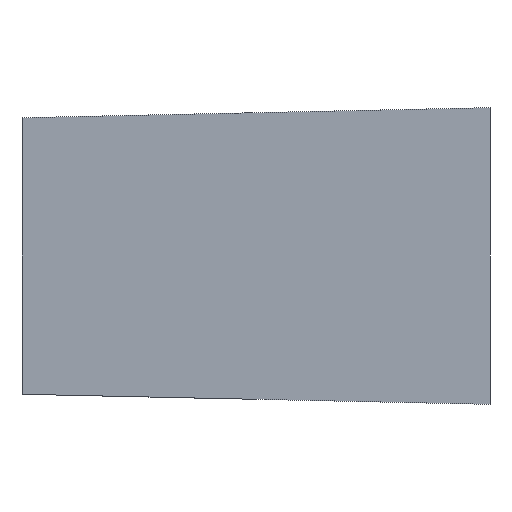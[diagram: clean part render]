
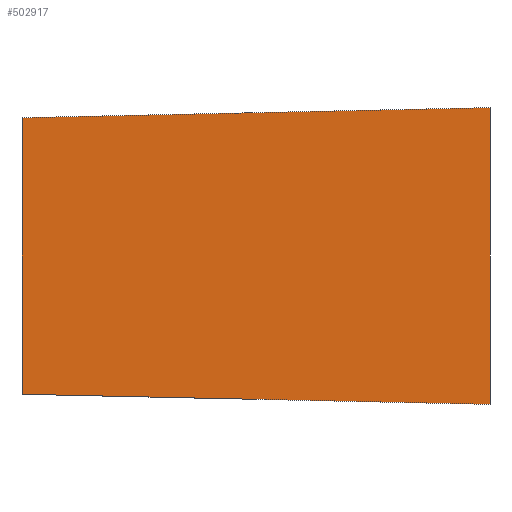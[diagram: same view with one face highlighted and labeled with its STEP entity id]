
A CAD part, top view. The second image highlights one B-rep face of the part: STEP entity #502917.
In plain terms, the highlighted planar face has unit normal (0, 0, 1).
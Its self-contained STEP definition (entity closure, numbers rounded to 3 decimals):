
#13433 = EDGE_CURVE ( 'NONE', #131954, #238067, #227618, .T. ) ;
#16506 = EDGE_CURVE ( 'NONE', #238067, #320534, #380344, .T. ) ;
#30268 = DIRECTION ( 'NONE',  ( 0., -1., 0. ) ) ;
#35752 = LINE ( 'NONE', #116407, #305603 ) ;
#41488 = DIRECTION ( 'NONE',  ( 1., 0., 0. ) ) ;
#76539 = DIRECTION ( 'NONE',  ( 0., 0., 1. ) ) ;
#78078 = AXIS2_PLACEMENT_3D ( 'NONE', #240507, #76539, #41488 ) ;
#81034 = EDGE_LOOP ( 'NONE', ( #355162, #397529, #291898, #359064 ) ) ;
#101474 = CARTESIAN_POINT ( 'NONE',  ( -793.898, -476.771, 1584.022 ) ) ;
#105716 = VECTOR ( 'NONE', #512679, 1000. ) ;
#116407 = CARTESIAN_POINT ( 'NONE',  ( -66.594, -492.452, 1584.022 ) ) ;
#130030 = EDGE_CURVE ( 'NONE', #320534, #201461, #35752, .T. ) ;
#131954 = VERTEX_POINT ( 'NONE', #169197 ) ;
#135718 = DIRECTION ( 'NONE',  ( 0., -1., 0. ) ) ;
#169197 = CARTESIAN_POINT ( 'NONE',  ( -793.898, 476.771, 1584.022 ) ) ;
#176673 = CARTESIAN_POINT ( 'NONE',  ( -66.594, 492.452, 1584.022 ) ) ;
#197542 = FACE_OUTER_BOUND ( 'NONE', #81034, .T. ) ;
#201461 = VERTEX_POINT ( 'NONE', #101474 ) ;
#227618 = LINE ( 'NONE', #176673, #105716 ) ;
#238067 = VERTEX_POINT ( 'NONE', #377574 ) ;
#239861 = LINE ( 'NONE', #320515, #249292 ) ;
#240507 = CARTESIAN_POINT ( 'NONE',  ( 0., 0., 1584.022 ) ) ;
#249292 = VECTOR ( 'NONE', #30268, 1000. ) ;
#283480 = PLANE ( 'NONE',  #78078 ) ;
#284595 = EDGE_CURVE ( 'NONE', #131954, #201461, #239861, .T. ) ;
#291898 = ORIENTED_EDGE ( 'NONE', *, *, #13433, .F. ) ;
#305603 = VECTOR ( 'NONE', #361045, 1000. ) ;
#309744 = CARTESIAN_POINT ( 'NONE',  ( 819.791, -511.562, 1584.022 ) ) ;
#320515 = CARTESIAN_POINT ( 'NONE',  ( -793.898, 28.125, 1584.022 ) ) ;
#320534 = VERTEX_POINT ( 'NONE', #309744 ) ;
#355162 = ORIENTED_EDGE ( 'NONE', *, *, #130030, .F. ) ;
#359064 = ORIENTED_EDGE ( 'NONE', *, *, #284595, .T. ) ;
#361045 = DIRECTION ( 'NONE',  ( -1., 0.022, 0. ) ) ;
#377574 = CARTESIAN_POINT ( 'NONE',  ( 819.791, 511.562, 1584.022 ) ) ;
#380344 = LINE ( 'NONE', #504097, #457646 ) ;
#397529 = ORIENTED_EDGE ( 'NONE', *, *, #16506, .F. ) ;
#457646 = VECTOR ( 'NONE', #135718, 1000. ) ;
#502917 = ADVANCED_FACE ( 'NONE', ( #197542 ), #283480, .T. ) ;
#504097 = CARTESIAN_POINT ( 'NONE',  ( 819.791, 37.5, 1584.022 ) ) ;
#512679 = DIRECTION ( 'NONE',  ( 1., 0.022, 0. ) ) ;
